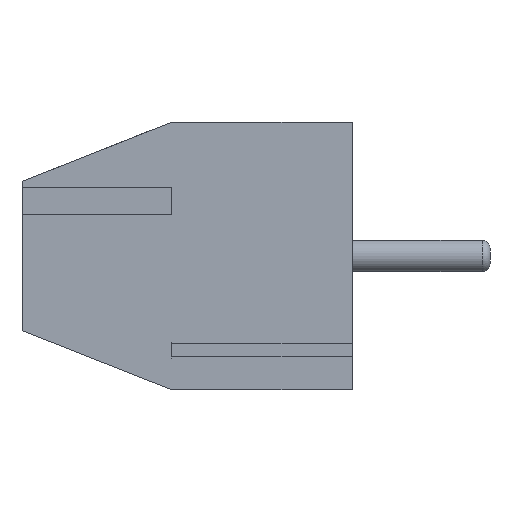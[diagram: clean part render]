
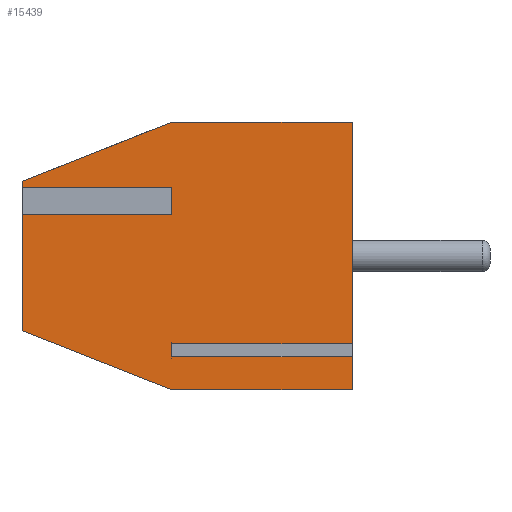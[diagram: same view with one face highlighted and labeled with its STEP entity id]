
A CAD part, left-side view. The second image highlights one B-rep face of the part: STEP entity #15439.
In plain terms, the highlighted planar face has unit normal (-1, 0, 0).
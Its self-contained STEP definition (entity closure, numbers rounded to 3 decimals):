
#32 = EDGE_CURVE ( 'NONE', #35382, #33508, #1424, .T. ) ;
#38 = CARTESIAN_POINT ( 'NONE',  ( 0., 8.4, 5.3 ) ) ;
#300 = ORIENTED_EDGE ( 'NONE', *, *, #3934, .T. ) ;
#325 = DIRECTION ( 'NONE',  ( 0., 0., 1. ) ) ;
#1424 = LINE ( 'NONE', #9999, #32922 ) ;
#1468 = LINE ( 'NONE', #24750, #32726 ) ;
#1638 = VERTEX_POINT ( 'NONE', #31101 ) ;
#1667 = EDGE_CURVE ( 'NONE', #7531, #25648, #19411, .T. ) ;
#1882 = VECTOR ( 'NONE', #17282, 1000. ) ;
#2126 = CARTESIAN_POINT ( 'NONE',  ( 0., 8.4, 4.632 ) ) ;
#2314 = CARTESIAN_POINT ( 'NONE',  ( 0., 4.6, 4.632 ) ) ;
#2439 = VECTOR ( 'NONE', #26661, 1000. ) ;
#3164 = DIRECTION ( 'NONE',  ( 0., -1., 0. ) ) ;
#3510 = VECTOR ( 'NONE', #14577, 1000. ) ;
#3846 = CARTESIAN_POINT ( 'NONE',  ( 0., 4.6, 6.8 ) ) ;
#3886 = CARTESIAN_POINT ( 'NONE',  ( 0., 8.4, 4.632 ) ) ;
#3928 = CARTESIAN_POINT ( 'NONE',  ( 0., 4.6, 4.968 ) ) ;
#3934 = EDGE_CURVE ( 'NONE', #32077, #4540, #32339, .T. ) ;
#4540 = VERTEX_POINT ( 'NONE', #29585 ) ;
#4847 = VERTEX_POINT ( 'NONE', #35419 ) ;
#5279 = ORIENTED_EDGE ( 'NONE', *, *, #10071, .T. ) ;
#5418 = VERTEX_POINT ( 'NONE', #13307 ) ;
#6101 = LINE ( 'NONE', #23247, #15932 ) ;
#6149 = DIRECTION ( 'NONE',  ( 0., 0., -1. ) ) ;
#6464 = CARTESIAN_POINT ( 'NONE',  ( 0., 4.6, 0.832 ) ) ;
#6521 = ORIENTED_EDGE ( 'NONE', *, *, #25562, .F. ) ;
#6698 = ORIENTED_EDGE ( 'NONE', *, *, #7429, .T. ) ;
#7377 = DIRECTION ( 'NONE',  ( 0., -1., 0. ) ) ;
#7429 = EDGE_CURVE ( 'NONE', #5418, #18199, #30983, .T. ) ;
#7531 = VERTEX_POINT ( 'NONE', #38 ) ;
#8084 = CARTESIAN_POINT ( 'NONE',  ( 0., 0., 0.832 ) ) ;
#8439 = VECTOR ( 'NONE', #36138, 1000. ) ;
#8712 = EDGE_LOOP ( 'NONE', ( #15190, #6698, #22894, #15047, #6521, #35737, #5279, #12744, #16796, #11173, #31571, #14202, #11155, #300 ) ) ;
#8714 = LINE ( 'NONE', #31409, #1882 ) ;
#9440 = DIRECTION ( 'NONE',  ( 0., 0., 1. ) ) ;
#9999 = CARTESIAN_POINT ( 'NONE',  ( 0., 8.4, 0. ) ) ;
#10071 = EDGE_CURVE ( 'NONE', #33082, #23275, #29471, .T. ) ;
#10229 = CARTESIAN_POINT ( 'NONE',  ( 0., 8.4, 6.8 ) ) ;
#10883 = LINE ( 'NONE', #36315, #3510 ) ;
#10974 = LINE ( 'NONE', #10229, #35940 ) ;
#11155 = ORIENTED_EDGE ( 'NONE', *, *, #27029, .F. ) ;
#11173 = ORIENTED_EDGE ( 'NONE', *, *, #27824, .F. ) ;
#11514 = DIRECTION ( 'NONE',  ( 0., -1., 0. ) ) ;
#12038 = CARTESIAN_POINT ( 'NONE',  ( 0., 4.6, 0. ) ) ;
#12316 = LINE ( 'NONE', #29635, #13670 ) ;
#12744 = ORIENTED_EDGE ( 'NONE', *, *, #19492, .F. ) ;
#13307 = CARTESIAN_POINT ( 'NONE',  ( 0., 0., 1.168 ) ) ;
#13670 = VECTOR ( 'NONE', #32572, 1000. ) ;
#13750 = DIRECTION ( 'NONE',  ( 0., 0., 1. ) ) ;
#13777 = DIRECTION ( 'NONE',  ( 0., -0.93, 0.367 ) ) ;
#14202 = ORIENTED_EDGE ( 'NONE', *, *, #19252, .T. ) ;
#14315 = FACE_OUTER_BOUND ( 'NONE', #8712, .T. ) ;
#14577 = DIRECTION ( 'NONE',  ( 0., 0.93, 0.367 ) ) ;
#14832 = CARTESIAN_POINT ( 'NONE',  ( 0., 8.4, 4.968 ) ) ;
#15047 = ORIENTED_EDGE ( 'NONE', *, *, #1667, .F. ) ;
#15190 = ORIENTED_EDGE ( 'NONE', *, *, #35903, .T. ) ;
#15439 = ADVANCED_FACE ( 'NONE', ( #14315 ), #17713, .F. ) ;
#15932 = VECTOR ( 'NONE', #9440, 1000. ) ;
#16391 = CARTESIAN_POINT ( 'NONE',  ( 0., 8.4, 5.3 ) ) ;
#16796 = ORIENTED_EDGE ( 'NONE', *, *, #36665, .F. ) ;
#17282 = DIRECTION ( 'NONE',  ( 0., 0., 1. ) ) ;
#17713 = PLANE ( 'NONE',  #29507 ) ;
#18199 = VERTEX_POINT ( 'NONE', #20666 ) ;
#18247 = VECTOR ( 'NONE', #3164, 1000. ) ;
#19022 = CARTESIAN_POINT ( 'NONE',  ( 0., 4.6, 0.832 ) ) ;
#19252 = EDGE_CURVE ( 'NONE', #33508, #29893, #8714, .T. ) ;
#19411 = LINE ( 'NONE', #16391, #26978 ) ;
#19492 = EDGE_CURVE ( 'NONE', #19795, #23275, #24688, .T. ) ;
#19787 = CARTESIAN_POINT ( 'NONE',  ( 0., 4.6, 4.968 ) ) ;
#19795 = VERTEX_POINT ( 'NONE', #3886 ) ;
#20161 = EDGE_CURVE ( 'NONE', #1638, #33082, #25661, .T. ) ;
#20666 = CARTESIAN_POINT ( 'NONE',  ( 0., 0., 6.8 ) ) ;
#21907 = DIRECTION ( 'NONE',  ( 0., 0., 1. ) ) ;
#22326 = CARTESIAN_POINT ( 'NONE',  ( 0., 0., 0. ) ) ;
#22894 = ORIENTED_EDGE ( 'NONE', *, *, #32395, .F. ) ;
#23247 = CARTESIAN_POINT ( 'NONE',  ( 0., 8.4, 6.8 ) ) ;
#23275 = VERTEX_POINT ( 'NONE', #2314 ) ;
#24688 = LINE ( 'NONE', #2126, #8439 ) ;
#24750 = CARTESIAN_POINT ( 'NONE',  ( 0., 8.4, 6.8 ) ) ;
#25236 = CARTESIAN_POINT ( 'NONE',  ( 0., 0., 6.8 ) ) ;
#25562 = EDGE_CURVE ( 'NONE', #1638, #7531, #6101, .T. ) ;
#25648 = VERTEX_POINT ( 'NONE', #3846 ) ;
#25661 = LINE ( 'NONE', #14832, #31116 ) ;
#26661 = DIRECTION ( 'NONE',  ( 0., 0., -1. ) ) ;
#26978 = VECTOR ( 'NONE', #13777, 1000. ) ;
#26984 = DIRECTION ( 'NONE',  ( 0., -1., 0. ) ) ;
#27029 = EDGE_CURVE ( 'NONE', #32077, #29893, #12316, .T. ) ;
#27824 = EDGE_CURVE ( 'NONE', #35382, #4847, #10883, .T. ) ;
#27972 = VECTOR ( 'NONE', #21907, 1000. ) ;
#28505 = CARTESIAN_POINT ( 'NONE',  ( 0., 8.4, 6.8 ) ) ;
#28912 = LINE ( 'NONE', #29281, #18247 ) ;
#29281 = CARTESIAN_POINT ( 'NONE',  ( 0., 4.6, 1.168 ) ) ;
#29471 = LINE ( 'NONE', #3928, #2439 ) ;
#29507 = AXIS2_PLACEMENT_3D ( 'NONE', #28505, #31102, #6149 ) ;
#29585 = CARTESIAN_POINT ( 'NONE',  ( 0., 4.6, 1.168 ) ) ;
#29635 = CARTESIAN_POINT ( 'NONE',  ( 0., 4.6, 0.832 ) ) ;
#29893 = VERTEX_POINT ( 'NONE', #8084 ) ;
#30983 = LINE ( 'NONE', #25236, #27972 ) ;
#31101 = CARTESIAN_POINT ( 'NONE',  ( 0., 8.4, 4.968 ) ) ;
#31102 = DIRECTION ( 'NONE',  ( 1., 0., 0. ) ) ;
#31116 = VECTOR ( 'NONE', #11514, 1000. ) ;
#31409 = CARTESIAN_POINT ( 'NONE',  ( 0., 0., 6.8 ) ) ;
#31571 = ORIENTED_EDGE ( 'NONE', *, *, #32, .T. ) ;
#32077 = VERTEX_POINT ( 'NONE', #19022 ) ;
#32339 = LINE ( 'NONE', #6464, #34810 ) ;
#32395 = EDGE_CURVE ( 'NONE', #25648, #18199, #1468, .T. ) ;
#32572 = DIRECTION ( 'NONE',  ( 0., -1., 0. ) ) ;
#32726 = VECTOR ( 'NONE', #26984, 1000. ) ;
#32922 = VECTOR ( 'NONE', #7377, 1000. ) ;
#33082 = VERTEX_POINT ( 'NONE', #19787 ) ;
#33508 = VERTEX_POINT ( 'NONE', #22326 ) ;
#34810 = VECTOR ( 'NONE', #325, 1000. ) ;
#35382 = VERTEX_POINT ( 'NONE', #12038 ) ;
#35419 = CARTESIAN_POINT ( 'NONE',  ( 0., 8.4, 1.5 ) ) ;
#35737 = ORIENTED_EDGE ( 'NONE', *, *, #20161, .T. ) ;
#35903 = EDGE_CURVE ( 'NONE', #4540, #5418, #28912, .T. ) ;
#35940 = VECTOR ( 'NONE', #13750, 1000. ) ;
#36138 = DIRECTION ( 'NONE',  ( 0., -1., 0. ) ) ;
#36315 = CARTESIAN_POINT ( 'NONE',  ( 0., 8.4, 1.5 ) ) ;
#36665 = EDGE_CURVE ( 'NONE', #4847, #19795, #10974, .T. ) ;
